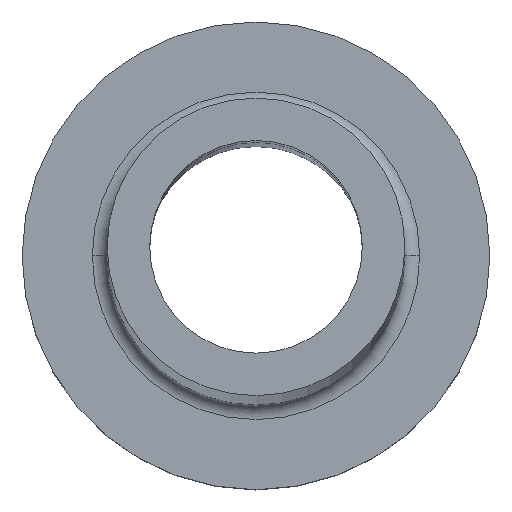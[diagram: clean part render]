
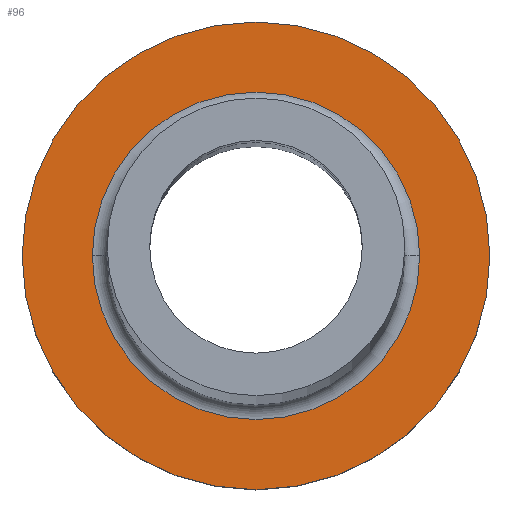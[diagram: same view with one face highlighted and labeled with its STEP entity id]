
A CAD part, top view. The second image highlights one B-rep face of the part: STEP entity #96.
In plain terms, the highlighted planar face has unit normal (0, 0, 1).
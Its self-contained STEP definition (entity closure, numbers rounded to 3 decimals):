
#4 = DIRECTION ( 'NONE',  ( 0., 0., 1. ) ) ;
#27 = CARTESIAN_POINT ( 'NONE',  ( -7.7, 0., 7. ) ) ;
#32 = CARTESIAN_POINT ( 'NONE',  ( 0., 0., 7. ) ) ;
#51 = CARTESIAN_POINT ( 'NONE',  ( 7.7, 0., 7. ) ) ;
#95 = CIRCLE ( 'NONE', #372, 7.7 ) ;
#96 = ADVANCED_FACE ( 'NONE', ( #352, #178 ), #421, .T. ) ;
#97 = CIRCLE ( 'NONE', #238, 11. ) ;
#99 = DIRECTION ( 'NONE',  ( 1., 0., 0. ) ) ;
#100 = AXIS2_PLACEMENT_3D ( 'NONE', #242, #208, #388 ) ;
#144 = AXIS2_PLACEMENT_3D ( 'NONE', #328, #4, #99 ) ;
#168 = DIRECTION ( 'NONE',  ( 0., 0., 1. ) ) ;
#178 = FACE_OUTER_BOUND ( 'NONE', #299, .T. ) ;
#180 = DIRECTION ( 'NONE',  ( 1., 0., 0. ) ) ;
#182 = DIRECTION ( 'NONE',  ( 0., 0., -1. ) ) ;
#185 = CARTESIAN_POINT ( 'NONE',  ( -11., 0., 7. ) ) ;
#187 = EDGE_CURVE ( 'NONE', #248, #202, #95, .T. ) ;
#202 = VERTEX_POINT ( 'NONE', #27 ) ;
#208 = DIRECTION ( 'NONE',  ( 0., 0., 1. ) ) ;
#238 = AXIS2_PLACEMENT_3D ( 'NONE', #342, #168, #311 ) ;
#239 = CARTESIAN_POINT ( 'NONE',  ( 11., 0., 7. ) ) ;
#242 = CARTESIAN_POINT ( 'NONE',  ( 0., 0., 7. ) ) ;
#248 = VERTEX_POINT ( 'NONE', #51 ) ;
#257 = ORIENTED_EDGE ( 'NONE', *, *, #279, .T. ) ;
#264 = VERTEX_POINT ( 'NONE', #185 ) ;
#272 = EDGE_CURVE ( 'NONE', #404, #264, #430, .T. ) ;
#279 = EDGE_CURVE ( 'NONE', #202, #248, #445, .T. ) ;
#291 = EDGE_LOOP ( 'NONE', ( #302, #257 ) ) ;
#296 = AXIS2_PLACEMENT_3D ( 'NONE', #32, #182, #321 ) ;
#299 = EDGE_LOOP ( 'NONE', ( #427, #396 ) ) ;
#302 = ORIENTED_EDGE ( 'NONE', *, *, #187, .T. ) ;
#311 = DIRECTION ( 'NONE',  ( 1., 0., 0. ) ) ;
#321 = DIRECTION ( 'NONE',  ( 1., 0., 0. ) ) ;
#328 = CARTESIAN_POINT ( 'NONE',  ( 0., 0., 7. ) ) ;
#342 = CARTESIAN_POINT ( 'NONE',  ( 0., 0., 7. ) ) ;
#352 = FACE_BOUND ( 'NONE', #291, .T. ) ;
#362 = EDGE_CURVE ( 'NONE', #264, #404, #97, .T. ) ;
#372 = AXIS2_PLACEMENT_3D ( 'NONE', #374, #434, #180 ) ;
#374 = CARTESIAN_POINT ( 'NONE',  ( 0., 0., 7. ) ) ;
#388 = DIRECTION ( 'NONE',  ( 1., 0., 0. ) ) ;
#396 = ORIENTED_EDGE ( 'NONE', *, *, #272, .T. ) ;
#404 = VERTEX_POINT ( 'NONE', #239 ) ;
#421 = PLANE ( 'NONE',  #100 ) ;
#427 = ORIENTED_EDGE ( 'NONE', *, *, #362, .T. ) ;
#430 = CIRCLE ( 'NONE', #144, 11. ) ;
#434 = DIRECTION ( 'NONE',  ( 0., 0., -1. ) ) ;
#445 = CIRCLE ( 'NONE', #296, 7.7 ) ;
